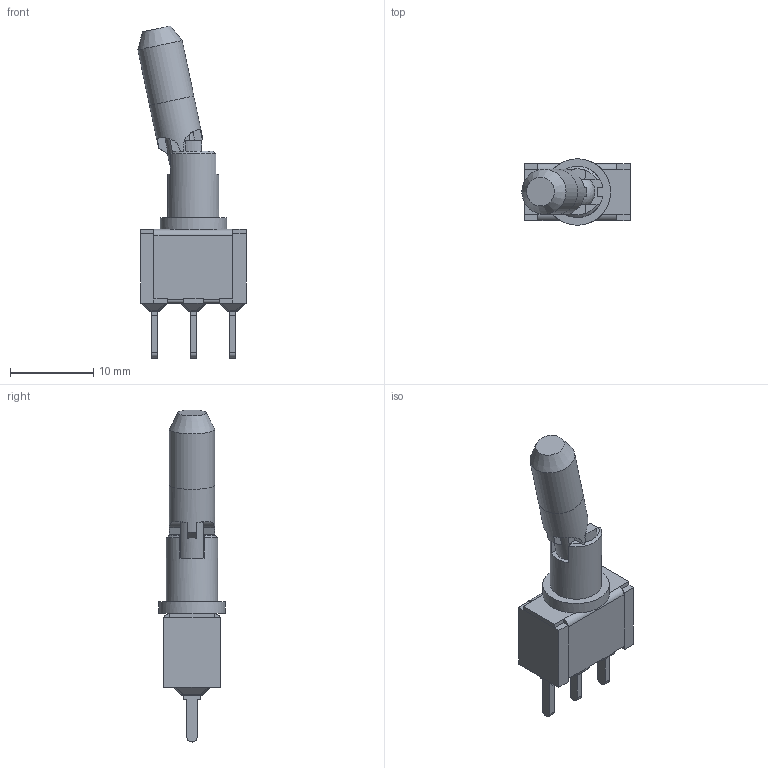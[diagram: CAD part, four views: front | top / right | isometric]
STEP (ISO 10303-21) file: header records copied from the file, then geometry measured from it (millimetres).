
FILE_DESCRIPTION(/* description */ (''),/* implementation_level */ '2;1');
FILE_NAME(/* name */ '100SPxK2B25M2xE.stp',/* time_stamp */ '2026-01-17T16:14:27-06:00',/* author */ ('jmeyers'),/* organization */ (''),/* preprocessor_version */ 'ST-DEVELOPER v18.1',/* originating_system */ 'Autodesk Inventor 2022',/* authorisation */ '');
FILE_SCHEMA (('AUTOMOTIVE_DESIGN { 1 0 10303 214 3 1 1 }'));
Length unit declared in the file: inch
Products named in the file (1): Part22
Bounding box: 13.04 x 8 x 39.97 mm (x, y, z)
Volume: 1355.2 mm3; surface area: 1324.5 mm2
Topology: 1 solids, 5 shells, 257 faces, 676 edges, 412 vertices
Faces by surface type: plane 186, cylinder 55, sphere 13, cone 3
Full cylindrical faces by diameter (mm): 1.5 x1, 4.2 x1, 5.44 x2, 8 x1
Entity records: 7961 total; most frequent: CARTESIAN_POINT 1594, ORIENTED_EDGE 1326, DIRECTION 1308, EDGE_CURVE 663, LINE 484, VECTOR 484, VERTEX_POINT 412, AXIS2_PLACEMENT_3D 412
